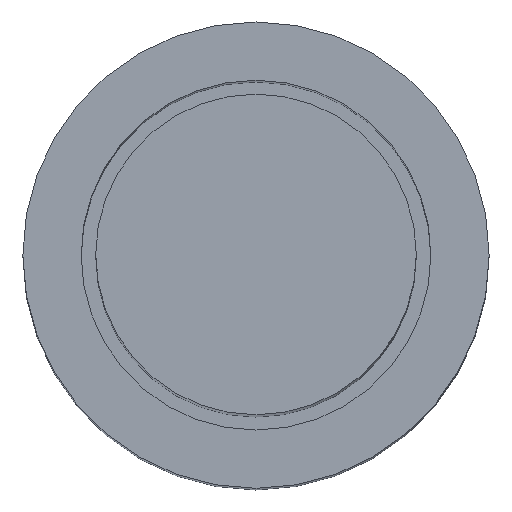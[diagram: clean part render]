
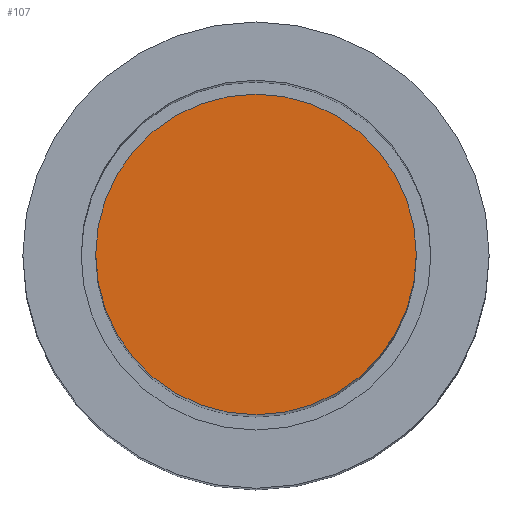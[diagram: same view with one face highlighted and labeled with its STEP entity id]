
A CAD part, top view. The second image highlights one B-rep face of the part: STEP entity #107.
In plain terms, the highlighted planar face has unit normal (0, 0, 1).
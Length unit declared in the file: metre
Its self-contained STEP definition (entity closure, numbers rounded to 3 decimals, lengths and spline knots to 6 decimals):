
#16=PLANE('',#145);
#24=ORIENTED_EDGE('',*,*,#40,.T.);
#40=EDGE_CURVE('',#49,#49,#58,.T.);
#49=VERTEX_POINT('',#210);
#58=CIRCLE('',#143,0.017463);
#69=EDGE_LOOP('',(#24));
#87=FACE_BOUND('',#69,.T.);
#107=ADVANCED_FACE('',(#87),#16,.T.);
#143=AXIS2_PLACEMENT_3D('',#209,#167,#168);
#145=AXIS2_PLACEMENT_3D('',#213,#171,#172);
#167=DIRECTION('',(0.,0.,1.));
#168=DIRECTION('',(1.,0.,0.));
#171=DIRECTION('',(0.,0.,1.));
#172=DIRECTION('',(1.,0.,0.));
#209=CARTESIAN_POINT('',(0.,0.,0.150114));
#210=CARTESIAN_POINT('',(0.017463,0.,0.150114));
#213=CARTESIAN_POINT('',(0.,0.,0.150114));
